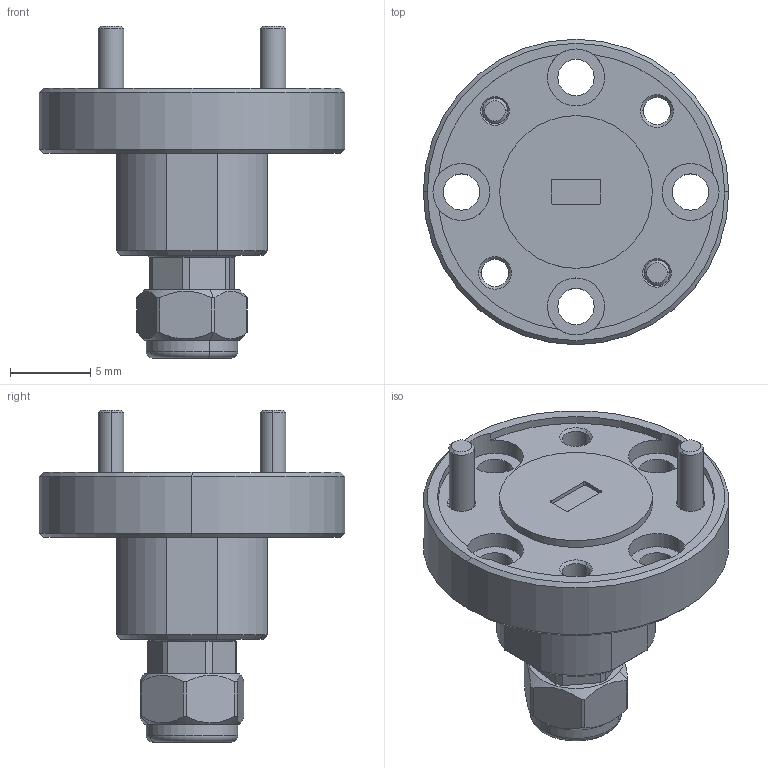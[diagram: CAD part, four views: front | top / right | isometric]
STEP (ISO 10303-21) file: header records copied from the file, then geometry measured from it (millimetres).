
FILE_DESCRIPTION (( 'STEP AP203' ), '1' );
FILE_NAME ('SWC-121M-E1.STEP', '2024-09-23T19:34:53', ( '' ), ( '' ), 'SwSTEP 2.0', 'SolidWorks 2021', '' );
FILE_SCHEMA (( 'CONFIG_CONTROL_DESIGN' ));
Length unit declared in the file: inch
Products named in the file (1): SWC-121M-E1
Bounding box: 19.05 x 19.05 x 20.71 mm (x, y, z)
Volume: 1621.8 mm3; surface area: 1410.1 mm2
Topology: 3 solids, 3 shells, 155 faces, 372 edges, 232 vertices
Faces by surface type: plane 61, cylinder 57, cone 33, torus 2, bspline 2
Entity records: 5276 total; most frequent: CARTESIAN_POINT 1470, DIRECTION 829, ORIENTED_EDGE 744, EDGE_CURVE 372, AXIS2_PLACEMENT_3D 329, VERTEX_POINT 232, EDGE_LOOP 180, CIRCLE 175
